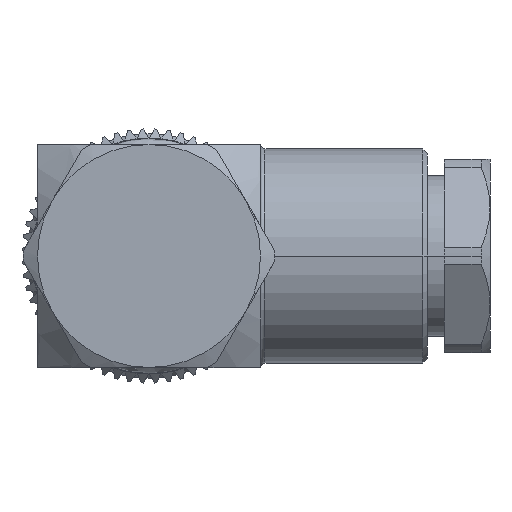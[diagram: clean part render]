
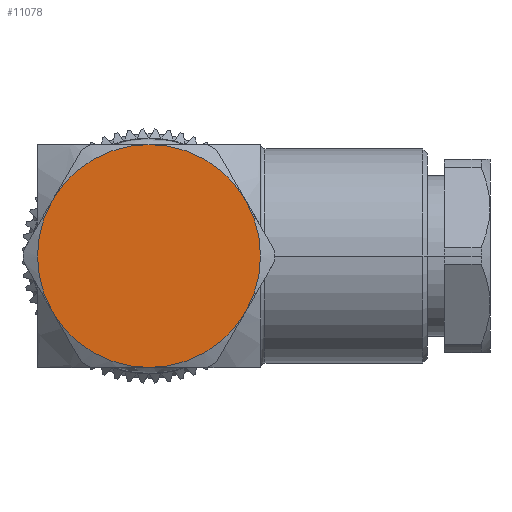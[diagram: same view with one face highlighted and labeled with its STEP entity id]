
A CAD part, front view. The second image highlights one B-rep face of the part: STEP entity #11078.
In plain terms, the highlighted planar face has unit normal (0, -1, 0).
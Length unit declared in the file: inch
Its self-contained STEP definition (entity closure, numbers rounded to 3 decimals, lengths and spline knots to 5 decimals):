
#372 = AXIS2_PLACEMENT_3D ( 'NONE', #7909, #11574, #12944 ) ;
#719 = DIRECTION ( 'NONE',  ( 0., -1., 0. ) ) ;
#755 = EDGE_CURVE ( 'NONE', #8965, #7432, #5990, .T. ) ;
#1488 = CARTESIAN_POINT ( 'NONE',  ( -0.21651, -0.31, -0.125 ) ) ;
#1700 = AXIS2_PLACEMENT_3D ( 'NONE', #12325, #14952, #8231 ) ;
#1971 = EDGE_LOOP ( 'NONE', ( #9423, #7861, #2292, #16220, #4542, #8612 ) ) ;
#2280 = CIRCLE ( 'NONE', #13162, 0.25 ) ;
#2292 = ORIENTED_EDGE ( 'NONE', *, *, #8439, .T. ) ;
#2709 = CARTESIAN_POINT ( 'NONE',  ( 0., -0.31, 0. ) ) ;
#2934 = CARTESIAN_POINT ( 'NONE',  ( -0.21651, -0.31, 0.125 ) ) ;
#3671 = VERTEX_POINT ( 'NONE', #5835 ) ;
#3841 = PLANE ( 'NONE',  #5071 ) ;
#4542 = ORIENTED_EDGE ( 'NONE', *, *, #12792, .T. ) ;
#5071 = AXIS2_PLACEMENT_3D ( 'NONE', #9028, #14206, #13210 ) ;
#5645 = CARTESIAN_POINT ( 'NONE',  ( 0., -0.31, 0. ) ) ;
#5811 = DIRECTION ( 'NONE',  ( 0., -1., 0. ) ) ;
#5835 = CARTESIAN_POINT ( 'NONE',  ( 0., -0.31, 0.25 ) ) ;
#5909 = DIRECTION ( 'NONE',  ( 0., 0., -1. ) ) ;
#5990 = CIRCLE ( 'NONE', #8155, 0.25 ) ;
#6732 = EDGE_CURVE ( 'NONE', #7432, #9037, #2280, .T. ) ;
#7152 = CARTESIAN_POINT ( 'NONE',  ( 0.21651, -0.31, 0.125 ) ) ;
#7165 = CIRCLE ( 'NONE', #372, 0.25 ) ;
#7432 = VERTEX_POINT ( 'NONE', #13917 ) ;
#7861 = ORIENTED_EDGE ( 'NONE', *, *, #6732, .T. ) ;
#7908 = DIRECTION ( 'NONE',  ( 0., -1., 0. ) ) ;
#7909 = CARTESIAN_POINT ( 'NONE',  ( 0., -0.31, 0. ) ) ;
#8155 = AXIS2_PLACEMENT_3D ( 'NONE', #12389, #719, #5909 ) ;
#8231 = DIRECTION ( 'NONE',  ( 0., 0., -1. ) ) ;
#8375 = CARTESIAN_POINT ( 'NONE',  ( 0.21651, -0.31, -0.125 ) ) ;
#8439 = EDGE_CURVE ( 'NONE', #9037, #15385, #7165, .T. ) ;
#8612 = ORIENTED_EDGE ( 'NONE', *, *, #10825, .T. ) ;
#8965 = VERTEX_POINT ( 'NONE', #1488 ) ;
#9028 = CARTESIAN_POINT ( 'NONE',  ( 0., -0.31, 0. ) ) ;
#9037 = VERTEX_POINT ( 'NONE', #8375 ) ;
#9070 = CIRCLE ( 'NONE', #10423, 0.25 ) ;
#9423 = ORIENTED_EDGE ( 'NONE', *, *, #755, .T. ) ;
#9725 = DIRECTION ( 'NONE',  ( 0., -1., 0. ) ) ;
#10223 = CIRCLE ( 'NONE', #15926, 0.25 ) ;
#10423 = AXIS2_PLACEMENT_3D ( 'NONE', #2709, #7908, #16748 ) ;
#10825 = EDGE_CURVE ( 'NONE', #12111, #8965, #10223, .T. ) ;
#11078 = ADVANCED_FACE ( 'NONE', ( #11587 ), #3841, .T. ) ;
#11161 = DIRECTION ( 'NONE',  ( 0., 0., -1. ) ) ;
#11574 = DIRECTION ( 'NONE',  ( 0., -1., 0. ) ) ;
#11587 = FACE_OUTER_BOUND ( 'NONE', #1971, .T. ) ;
#12111 = VERTEX_POINT ( 'NONE', #2934 ) ;
#12325 = CARTESIAN_POINT ( 'NONE',  ( 0., -0.31, 0. ) ) ;
#12389 = CARTESIAN_POINT ( 'NONE',  ( 0., -0.31, 0. ) ) ;
#12536 = CARTESIAN_POINT ( 'NONE',  ( 0., -0.31, 0. ) ) ;
#12792 = EDGE_CURVE ( 'NONE', #3671, #12111, #12851, .T. ) ;
#12851 = CIRCLE ( 'NONE', #1700, 0.25 ) ;
#12944 = DIRECTION ( 'NONE',  ( 0., 0., -1. ) ) ;
#13162 = AXIS2_PLACEMENT_3D ( 'NONE', #5645, #5811, #14738 ) ;
#13210 = DIRECTION ( 'NONE',  ( 0., 0., -1. ) ) ;
#13887 = EDGE_CURVE ( 'NONE', #15385, #3671, #9070, .T. ) ;
#13917 = CARTESIAN_POINT ( 'NONE',  ( 0., -0.31, -0.25 ) ) ;
#14206 = DIRECTION ( 'NONE',  ( 0., -1., 0. ) ) ;
#14738 = DIRECTION ( 'NONE',  ( 0., 0., -1. ) ) ;
#14952 = DIRECTION ( 'NONE',  ( 0., -1., 0. ) ) ;
#15385 = VERTEX_POINT ( 'NONE', #7152 ) ;
#15926 = AXIS2_PLACEMENT_3D ( 'NONE', #12536, #9725, #11161 ) ;
#16220 = ORIENTED_EDGE ( 'NONE', *, *, #13887, .T. ) ;
#16748 = DIRECTION ( 'NONE',  ( 0., 0., -1. ) ) ;
